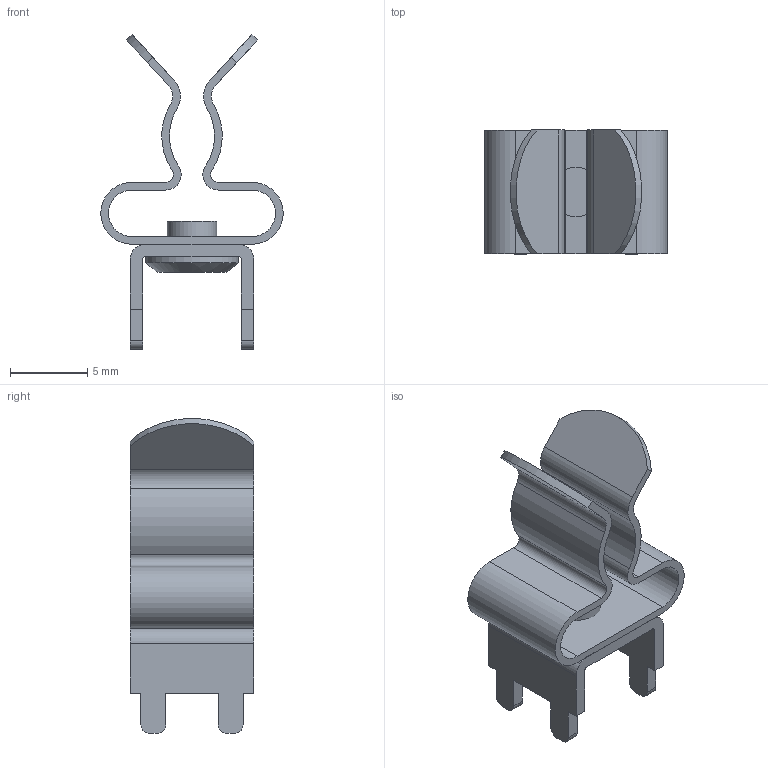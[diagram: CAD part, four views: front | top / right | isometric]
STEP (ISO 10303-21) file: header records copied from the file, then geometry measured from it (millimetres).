
FILE_DESCRIPTION((''),'2;1');
FILE_NAME('ICOTEK_36650.2.stp','2014-05-22T14:09:48',(''),(''),'Mechanical Desktop 2011','Mechanical Desktop 2011',', , ');
FILE_SCHEMA(('AUTOMOTIVE_DESIGN { 1 2 10303 214 1 1 1 1 }'));
Length unit declared in the file: millimetre
Products named in the file (1): Product
Bounding box: 11.8 x 8 x 20.35 mm (x, y, z)
Volume: 316.2 mm3; surface area: 1155.3 mm2
Topology: 3 solids, 3 shells, 84 faces, 225 edges, 149 vertices
Faces by surface type: plane 41, cylinder 40, cone 2, sphere 1
Entity records: 2704 total; most frequent: DIRECTION 476, CARTESIAN_POINT 459, ORIENTED_EDGE 450, EDGE_CURVE 225, AXIS2_PLACEMENT_3D 166, VERTEX_POINT 149, VECTOR 144, LINE 144
